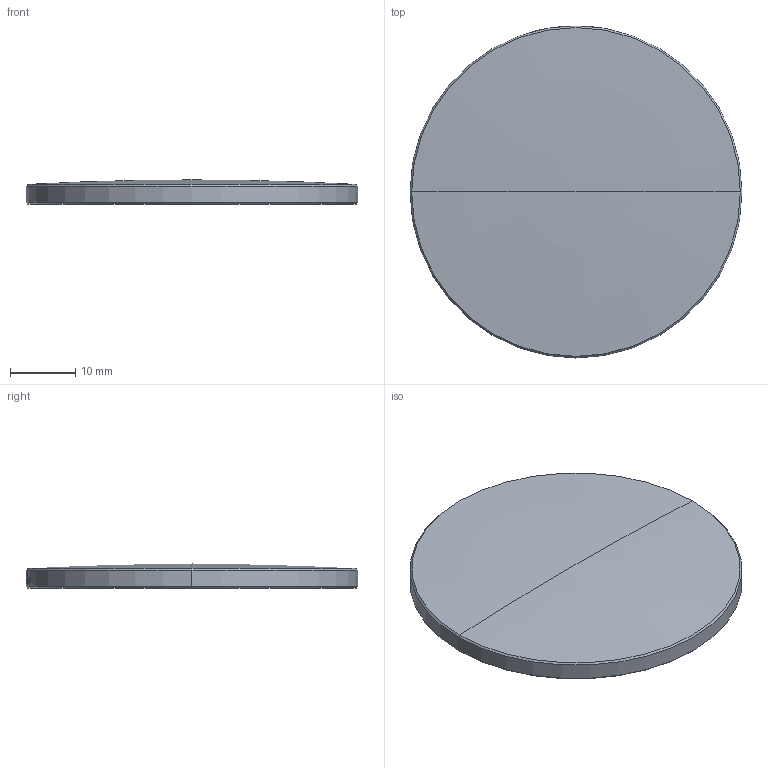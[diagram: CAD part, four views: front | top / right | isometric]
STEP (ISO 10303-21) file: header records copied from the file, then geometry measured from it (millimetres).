
FILE_DESCRIPTION (( 'STEP AP214' ), '1' );
FILE_NAME ('CTN018084-E0W.STEP', '2022-02-15T06:28:43', ( '' ), ( '' ), 'SwSTEP 2.0', 'SolidWorks 2018', '' );
FILE_SCHEMA (( 'AUTOMOTIVE_DESIGN' ));
Length unit declared in the file: millimetre
Products named in the file (2): CTN018150; CTN018084-E0W
Assembly tree (1 placements, depth 2):
  CTN018084-E0W
    CTN018150
Bounding box: 50.8 x 50.8 x 3.7 mm (x, y, z)
Volume: 6780.7 mm3; surface area: 4488.6 mm2
Topology: 1 solids, 1 shells, 23 faces, 168 edges, 159 vertices
Faces by surface type: cylinder 16, cone 4, torus 2, plane 1
Entity records: 2678 total; most frequent: CARTESIAN_POINT 1457, ORIENTED_EDGE 332, EDGE_CURVE 166, VERTEX_POINT 159, DIRECTION 139, B_SPLINE_CURVE_WITH_KNOTS 112, AXIS2_PLACEMENT_3D 58, EDGE_LOOP 37
